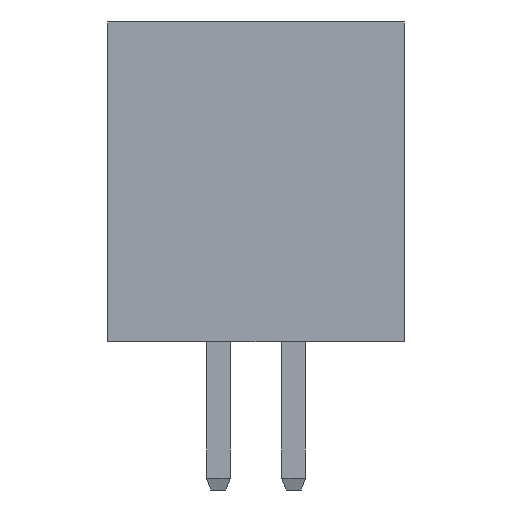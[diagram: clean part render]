
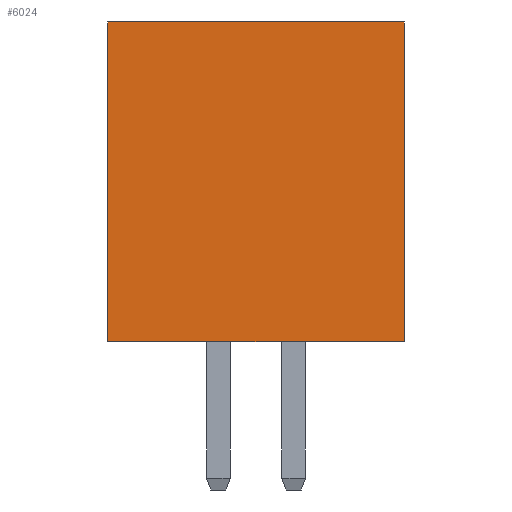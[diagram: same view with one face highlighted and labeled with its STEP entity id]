
A CAD part, left-side view. The second image highlights one B-rep face of the part: STEP entity #6024.
In plain terms, the highlighted planar face has unit normal (-1, 0, 0).
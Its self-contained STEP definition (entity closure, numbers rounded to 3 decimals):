
#70 = EDGE_CURVE ( 'NONE', #10975, #13997, #9856, .T. ) ;
#705 = LINE ( 'NONE', #12015, #7135 ) ;
#1791 = DIRECTION ( 'NONE',  ( 0., 0., -1. ) ) ;
#2010 = CARTESIAN_POINT ( 'NONE',  ( -6.325, -2.5, 5.4 ) ) ;
#2459 = CARTESIAN_POINT ( 'NONE',  ( -6.325, 2.5, 5.4 ) ) ;
#3242 = ORIENTED_EDGE ( 'NONE', *, *, #19584, .F. ) ;
#3258 = CARTESIAN_POINT ( 'NONE',  ( -6.325, 2.5, 5.4 ) ) ;
#3993 = LINE ( 'NONE', #2459, #9410 ) ;
#5135 = CARTESIAN_POINT ( 'NONE',  ( -6.325, 2.5, 5.4 ) ) ;
#5821 = VERTEX_POINT ( 'NONE', #13401 ) ;
#6024 = ADVANCED_FACE ( 'NONE', ( #7275 ), #7389, .F. ) ;
#6200 = CARTESIAN_POINT ( 'NONE',  ( -6.325, -2.5, 5.4 ) ) ;
#6222 = EDGE_CURVE ( 'NONE', #18438, #5821, #705, .T. ) ;
#6238 = ORIENTED_EDGE ( 'NONE', *, *, #70, .F. ) ;
#6279 = DIRECTION ( 'NONE',  ( 0., 0., -1. ) ) ;
#6309 = DIRECTION ( 'NONE',  ( 1., 0., 0. ) ) ;
#6897 = LINE ( 'NONE', #2010, #16682 ) ;
#7135 = VECTOR ( 'NONE', #18384, 1000. ) ;
#7275 = FACE_OUTER_BOUND ( 'NONE', #16276, .T. ) ;
#7389 = PLANE ( 'NONE',  #15674 ) ;
#9410 = VECTOR ( 'NONE', #6279, 1000. ) ;
#9659 = DIRECTION ( 'NONE',  ( 0., -1., 0. ) ) ;
#9856 = LINE ( 'NONE', #5135, #16901 ) ;
#10975 = VERTEX_POINT ( 'NONE', #3258 ) ;
#11077 = CARTESIAN_POINT ( 'NONE',  ( -6.325, 2.5, 5.4 ) ) ;
#11608 = CARTESIAN_POINT ( 'NONE',  ( -6.325, 2.5, 0. ) ) ;
#12015 = CARTESIAN_POINT ( 'NONE',  ( -6.325, 2.5, 0. ) ) ;
#12427 = DIRECTION ( 'NONE',  ( 0., 0., -1. ) ) ;
#13401 = CARTESIAN_POINT ( 'NONE',  ( -6.325, -2.5, 0. ) ) ;
#13997 = VERTEX_POINT ( 'NONE', #6200 ) ;
#15674 = AXIS2_PLACEMENT_3D ( 'NONE', #11077, #6309, #12427 ) ;
#16269 = EDGE_CURVE ( 'NONE', #10975, #18438, #3993, .T. ) ;
#16276 = EDGE_LOOP ( 'NONE', ( #16439, #3242, #6238, #16429 ) ) ;
#16429 = ORIENTED_EDGE ( 'NONE', *, *, #16269, .T. ) ;
#16439 = ORIENTED_EDGE ( 'NONE', *, *, #6222, .T. ) ;
#16682 = VECTOR ( 'NONE', #1791, 1000. ) ;
#16901 = VECTOR ( 'NONE', #9659, 1000. ) ;
#18384 = DIRECTION ( 'NONE',  ( 0., -1., 0. ) ) ;
#18438 = VERTEX_POINT ( 'NONE', #11608 ) ;
#19584 = EDGE_CURVE ( 'NONE', #13997, #5821, #6897, .T. ) ;
